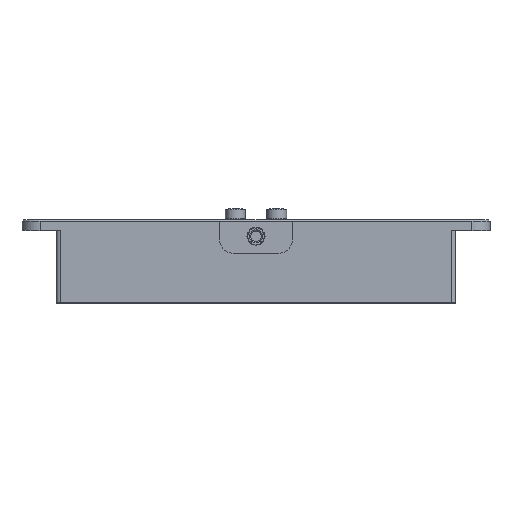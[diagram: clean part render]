
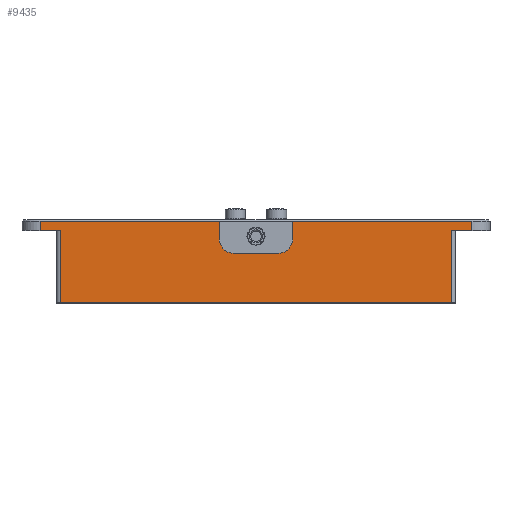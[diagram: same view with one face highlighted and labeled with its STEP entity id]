
A CAD part, top view. The second image highlights one B-rep face of the part: STEP entity #9435.
In plain terms, the highlighted planar face has unit normal (0, 0, 1).
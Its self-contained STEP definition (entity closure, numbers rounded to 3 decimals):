
#672=PLANE('',#10280);
#1326=FACE_OUTER_BOUND('',#1893,.T.);
#1893=EDGE_LOOP('',(#8628,#8629,#8630,#8631,#8632,#8633,#8634,#8635,#8636,
#8637,#8638,#8639,#8640,#8641));
#2443=LINE('',#17556,#3174);
#2477=LINE('',#17702,#3208);
#2479=LINE('',#17706,#3210);
#2485=LINE('',#17721,#3216);
#2488=LINE('',#17730,#3219);
#2534=LINE('',#17862,#3265);
#2572=LINE('',#17973,#3303);
#2573=LINE('',#17977,#3304);
#2578=LINE('',#17997,#3309);
#2621=LINE('',#18137,#3352);
#2622=LINE('',#18139,#3353);
#2623=LINE('',#18140,#3354);
#3174=VECTOR('',#12018,10.);
#3208=VECTOR('',#12136,10.);
#3210=VECTOR('',#12140,10.);
#3216=VECTOR('',#12154,10.);
#3219=VECTOR('',#12165,10.);
#3265=VECTOR('',#12313,10.);
#3303=VECTOR('',#12441,10.);
#3304=VECTOR('',#12446,10.);
#3309=VECTOR('',#12465,10.);
#3352=VECTOR('',#12618,10.);
#3353=VECTOR('',#12621,10.);
#3354=VECTOR('',#12622,10.);
#3687=CIRCLE('',#10114,4.2);
#3689=CIRCLE('',#10118,4.2);
#4475=VERTEX_POINT('',#17540);
#4478=VERTEX_POINT('',#17547);
#4479=VERTEX_POINT('',#17554);
#4505=VERTEX_POINT('',#17701);
#4506=VERTEX_POINT('',#17705);
#4508=VERTEX_POINT('',#17711);
#4510=VERTEX_POINT('',#17717);
#4512=VERTEX_POINT('',#17723);
#4548=VERTEX_POINT('',#17861);
#4559=VERTEX_POINT('',#17970);
#4560=VERTEX_POINT('',#17972);
#4561=VERTEX_POINT('',#17976);
#4586=VERTEX_POINT('',#18133);
#4587=VERTEX_POINT('',#18135);
#5711=EDGE_CURVE('',#4479,#4475,#2443,.T.);
#5762=EDGE_CURVE('',#4478,#4505,#2477,.T.);
#5764=EDGE_CURVE('',#4506,#4475,#2479,.T.);
#5769=EDGE_CURVE('',#4508,#4506,#3687,.T.);
#5772=EDGE_CURVE('',#4510,#4508,#2485,.T.);
#5775=EDGE_CURVE('',#4512,#4510,#3689,.T.);
#5777=EDGE_CURVE('',#4478,#4512,#2488,.T.);
#5842=EDGE_CURVE('',#4505,#4548,#2534,.T.);
#5890=EDGE_CURVE('',#4560,#4559,#2572,.T.);
#5892=EDGE_CURVE('',#4561,#4560,#2573,.T.);
#5903=EDGE_CURVE('',#4479,#4561,#2578,.T.);
#5961=EDGE_CURVE('',#4587,#4586,#2621,.T.);
#5962=EDGE_CURVE('',#4586,#4559,#2622,.T.);
#5963=EDGE_CURVE('',#4548,#4587,#2623,.T.);
#8628=ORIENTED_EDGE('',*,*,#5764,.T.);
#8629=ORIENTED_EDGE('',*,*,#5711,.F.);
#8630=ORIENTED_EDGE('',*,*,#5903,.T.);
#8631=ORIENTED_EDGE('',*,*,#5892,.T.);
#8632=ORIENTED_EDGE('',*,*,#5890,.T.);
#8633=ORIENTED_EDGE('',*,*,#5962,.F.);
#8634=ORIENTED_EDGE('',*,*,#5961,.F.);
#8635=ORIENTED_EDGE('',*,*,#5963,.F.);
#8636=ORIENTED_EDGE('',*,*,#5842,.F.);
#8637=ORIENTED_EDGE('',*,*,#5762,.F.);
#8638=ORIENTED_EDGE('',*,*,#5777,.T.);
#8639=ORIENTED_EDGE('',*,*,#5775,.T.);
#8640=ORIENTED_EDGE('',*,*,#5772,.T.);
#8641=ORIENTED_EDGE('',*,*,#5769,.T.);
#9435=ADVANCED_FACE('',(#1326),#672,.T.);
#10114=AXIS2_PLACEMENT_3D('',#17715,#12148,#12149);
#10118=AXIS2_PLACEMENT_3D('',#17727,#12160,#12161);
#10280=AXIS2_PLACEMENT_3D('',#18138,#12619,#12620);
#12018=DIRECTION('',(1.,0.,0.));
#12136=DIRECTION('',(1.,0.,0.));
#12140=DIRECTION('',(0.,1.,0.));
#12148=DIRECTION('center_axis',(0.,0.,
-1.));
#12149=DIRECTION('ref_axis',(-1.,0.,0.));
#12154=DIRECTION('',(-1.,0.,0.));
#12160=DIRECTION('center_axis',(0.,0.,
-1.));
#12161=DIRECTION('ref_axis',(0.,-1.,0.));
#12165=DIRECTION('',(0.,-1.,0.));
#12313=DIRECTION('',(0.,-1.,0.));
#12441=DIRECTION('',(0.,-1.,0.));
#12446=DIRECTION('',(1.,0.,0.));
#12465=DIRECTION('',(0.,-1.,0.));
#12618=DIRECTION('',(0.,-1.,0.));
#12619=DIRECTION('center_axis',(0.,0.,
1.));
#12620=DIRECTION('ref_axis',(1.,0.,0.));
#12621=DIRECTION('',(-1.,0.,0.));
#12622=DIRECTION('',(-1.,0.,0.));
#17540=CARTESIAN_POINT('',(-10.2,-307.4,64.));
#17547=CARTESIAN_POINT('',(10.2,-307.4,64.));
#17554=CARTESIAN_POINT('',(-59.9,-307.4,64.));
#17556=CARTESIAN_POINT('',(-32.45,-307.4,64.));
#17701=CARTESIAN_POINT('',(59.9,-307.4,64.));
#17702=CARTESIAN_POINT('',(-32.45,-307.4,64.));
#17705=CARTESIAN_POINT('',(-10.2,-312.2,64.));
#17706=CARTESIAN_POINT('',(-10.2,-308.7,64.));
#17711=CARTESIAN_POINT('',(-6.,-316.4,64.));
#17715=CARTESIAN_POINT('Origin',(-6.,-312.2,64.));
#17717=CARTESIAN_POINT('',(6.,-316.4,64.));
#17721=CARTESIAN_POINT('',(-35.45,-316.4,64.));
#17723=CARTESIAN_POINT('',(10.2,-312.2,64.));
#17727=CARTESIAN_POINT('Origin',(6.,-312.2,64.));
#17730=CARTESIAN_POINT('',(10.2,-311.1,64.));
#17861=CARTESIAN_POINT('',(59.9,-310.,64.));
#17862=CARTESIAN_POINT('',(59.9,-310.,64.));
#17970=CARTESIAN_POINT('',(-54.3,-330.,64.));
#17972=CARTESIAN_POINT('',(-54.3,-310.,64.));
#17973=CARTESIAN_POINT('',(-54.3,-310.,64.));
#17976=CARTESIAN_POINT('',(-59.9,-310.,64.));
#17977=CARTESIAN_POINT('',(-72.603,-310.,64.));
#17997=CARTESIAN_POINT('',(-59.9,-310.,64.));
#18133=CARTESIAN_POINT('',(54.3,-330.,64.));
#18135=CARTESIAN_POINT('',(54.3,-310.,64.));
#18137=CARTESIAN_POINT('',(54.3,-310.,64.));
#18138=CARTESIAN_POINT('Origin',(-64.9,-310.,64.));
#18139=CARTESIAN_POINT('',(59.9,-330.,64.));
#18140=CARTESIAN_POINT('',(72.603,-310.,64.));
